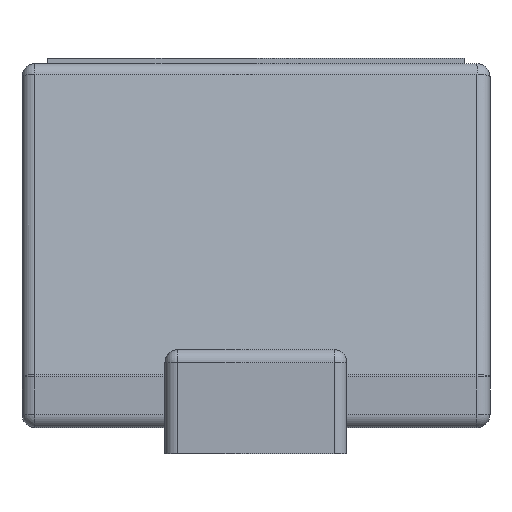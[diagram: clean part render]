
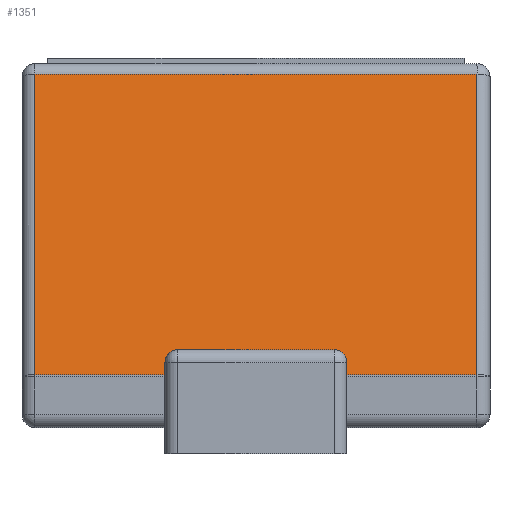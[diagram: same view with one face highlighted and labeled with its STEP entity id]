
A CAD part, left-side view. The second image highlights one B-rep face of the part: STEP entity #1351.
In plain terms, the highlighted planar face has unit normal (-0.986, 0, 0.164).
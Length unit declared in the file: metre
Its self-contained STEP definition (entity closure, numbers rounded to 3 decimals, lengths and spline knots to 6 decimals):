
#39=ELLIPSE('',#1514,0.000025,0.000025);
#40=ELLIPSE('',#1515,0.000025,0.000025);
#291=ORIENTED_EDGE('',*,*,#615,.T.);
#292=ORIENTED_EDGE('',*,*,#616,.T.);
#293=ORIENTED_EDGE('',*,*,#617,.F.);
#294=ORIENTED_EDGE('',*,*,#618,.F.);
#295=ORIENTED_EDGE('',*,*,#619,.F.);
#296=ORIENTED_EDGE('',*,*,#620,.F.);
#297=ORIENTED_EDGE('',*,*,#621,.T.);
#298=ORIENTED_EDGE('',*,*,#622,.T.);
#299=ORIENTED_EDGE('',*,*,#623,.T.);
#300=ORIENTED_EDGE('',*,*,#624,.T.);
#615=EDGE_CURVE('',#783,#784,#903,.F.);
#616=EDGE_CURVE('',#784,#785,#904,.T.);
#617=EDGE_CURVE('',#786,#785,#39,.T.);
#618=EDGE_CURVE('',#787,#786,#905,.T.);
#619=EDGE_CURVE('',#788,#787,#40,.T.);
#620=EDGE_CURVE('',#789,#788,#906,.T.);
#621=EDGE_CURVE('',#789,#790,#907,.F.);
#622=EDGE_CURVE('',#790,#791,#908,.F.);
#623=EDGE_CURVE('',#791,#792,#909,.F.);
#624=EDGE_CURVE('',#792,#783,#910,.F.);
#783=VERTEX_POINT('',#2247);
#784=VERTEX_POINT('',#2248);
#785=VERTEX_POINT('',#2250);
#786=VERTEX_POINT('',#2252);
#787=VERTEX_POINT('',#2254);
#788=VERTEX_POINT('',#2256);
#789=VERTEX_POINT('',#2258);
#790=VERTEX_POINT('',#2260);
#791=VERTEX_POINT('',#2262);
#792=VERTEX_POINT('',#2264);
#903=LINE('',#2246,#1027);
#904=LINE('',#2249,#1028);
#905=LINE('',#2253,#1029);
#906=LINE('',#2257,#1030);
#907=LINE('',#2259,#1031);
#908=LINE('',#2261,#1032);
#909=LINE('',#2263,#1033);
#910=LINE('',#2265,#1034);
#1027=VECTOR('',#1799,1.);
#1028=VECTOR('',#1800,1.);
#1029=VECTOR('',#1803,1.);
#1030=VECTOR('',#1806,1.);
#1031=VECTOR('',#1807,1.);
#1032=VECTOR('',#1808,1.);
#1033=VECTOR('',#1809,1.);
#1034=VECTOR('',#1810,1.);
#1131=EDGE_LOOP('',(#291,#292,#293,#294,#295,#296,#297,#298,#299,#300));
#1223=FACE_BOUND('',#1131,.T.);
#1299=PLANE('',#1513);
#1351=ADVANCED_FACE('',(#1223),#1299,.T.);
#1513=AXIS2_PLACEMENT_3D('',#2245,#1797,#1798);
#1514=AXIS2_PLACEMENT_3D('',#2251,#1801,#1802);
#1515=AXIS2_PLACEMENT_3D('',#2255,#1804,#1805);
#1797=DIRECTION('',(-0.986,0.,0.164));
#1798=DIRECTION('',(0.,1.,0.));
#1799=DIRECTION('',(0.,1.,0.));
#1800=DIRECTION('',(0.164,0.,0.986));
#1801=DIRECTION('',(-0.986,0.,0.164));
#1802=DIRECTION('',(-0.164,0.,-0.986));
#1803=DIRECTION('',(0.,1.,0.));
#1804=DIRECTION('',(-0.986,0.,0.164));
#1805=DIRECTION('',(0.164,0.,0.986));
#1806=DIRECTION('',(0.164,0.,0.986));
#1807=DIRECTION('',(0.,1.,0.));
#1808=DIRECTION('',(-0.164,0.,-0.986));
#1809=DIRECTION('',(0.,-1.,0.));
#1810=DIRECTION('',(0.164,0.,0.986));
#2245=CARTESIAN_POINT('',(-0.00055,0.,0.00075));
#2246=CARTESIAN_POINT('',(-0.00065,-0.00045,0.000152));
#2247=CARTESIAN_POINT('',(-0.00065,0.000425,0.000152));
#2248=CARTESIAN_POINT('',(-0.00065,0.000175,0.000152));
#2249=CARTESIAN_POINT('',(-0.00055,0.000175,0.00075));
#2250=CARTESIAN_POINT('',(-0.000646,0.000175,0.000175));
#2251=CARTESIAN_POINT('',(-0.000646,0.00015,0.000175));
#2252=CARTESIAN_POINT('',(-0.000642,0.00015,0.0002));
#2253=CARTESIAN_POINT('',(-0.000642,0.,0.0002));
#2254=CARTESIAN_POINT('',(-0.000642,-0.00015,0.0002));
#2255=CARTESIAN_POINT('',(-0.000646,-0.00015,0.000175));
#2256=CARTESIAN_POINT('',(-0.000646,-0.000175,0.000175));
#2257=CARTESIAN_POINT('',(-0.00055,-0.000175,0.00075));
#2258=CARTESIAN_POINT('',(-0.00065,-0.000175,0.000152));
#2259=CARTESIAN_POINT('',(-0.00065,-0.00045,0.000152));
#2260=CARTESIAN_POINT('',(-0.00065,-0.000425,0.000152));
#2261=CARTESIAN_POINT('',(-0.00055,-0.000425,0.00075));
#2262=CARTESIAN_POINT('',(-0.000553,-0.000425,0.000729));
#2263=CARTESIAN_POINT('',(-0.000553,0.,0.000729));
#2264=CARTESIAN_POINT('',(-0.000553,0.000425,0.000729));
#2265=CARTESIAN_POINT('',(-0.00055,0.000425,0.00075));
